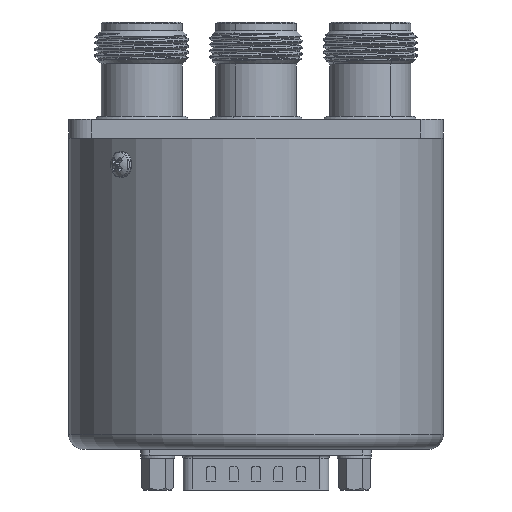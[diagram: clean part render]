
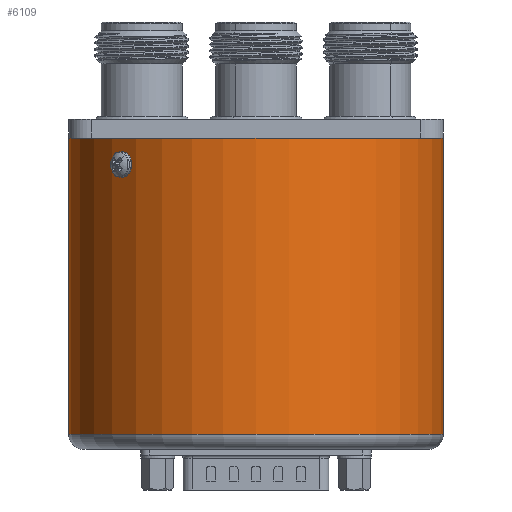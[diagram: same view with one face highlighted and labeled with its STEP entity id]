
A CAD part, front view. The second image highlights one B-rep face of the part: STEP entity #6109.
In plain terms, the highlighted cylindrical face has radius 31.75 mm (diameter 63.5 mm), a partial arc.
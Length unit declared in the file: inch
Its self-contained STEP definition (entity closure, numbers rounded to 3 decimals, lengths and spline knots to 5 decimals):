
#2946 = CARTESIAN_POINT ( 'NONE',  ( -1.25, 0., -0.125 ) ) ;
#5497 = ORIENTED_EDGE ( 'NONE', *, *, #40579, .T. ) ;
#6109 = ADVANCED_FACE ( 'NONE', ( #34807 ), #16693, .T. ) ;
#7956 = AXIS2_PLACEMENT_3D ( 'NONE', #42340, #16534, #42487 ) ;
#8011 = AXIS2_PLACEMENT_3D ( 'NONE', #41378, #15733, #34209 ) ;
#8112 = EDGE_CURVE ( 'NONE', #26390, #21817, #19362, .T. ) ;
#8150 = CARTESIAN_POINT ( 'NONE',  ( -1.25, 0., -2.1 ) ) ;
#8237 = VERTEX_POINT ( 'NONE', #8674 ) ;
#8312 = VERTEX_POINT ( 'NONE', #8834 ) ;
#8674 = CARTESIAN_POINT ( 'NONE',  ( 1.25, 0., -0.125 ) ) ;
#8834 = CARTESIAN_POINT ( 'NONE',  ( 0., -1.25, -0.125 ) ) ;
#9661 = AXIS2_PLACEMENT_3D ( 'NONE', #14758, #22050, #29024 ) ;
#10438 = EDGE_CURVE ( 'NONE', #8237, #8312, #16644, .T. ) ;
#11951 = ORIENTED_EDGE ( 'NONE', *, *, #10438, .T. ) ;
#12849 = EDGE_CURVE ( 'NONE', #17503, #8237, #22876, .T. ) ;
#13246 = VECTOR ( 'NONE', #40076, 39.37008 ) ;
#14449 = CARTESIAN_POINT ( 'NONE',  ( 1.25, 0., -2.2 ) ) ;
#14758 = CARTESIAN_POINT ( 'NONE',  ( 0., 0., -0.125 ) ) ;
#15733 = DIRECTION ( 'NONE',  ( 0., 0., -1. ) ) ;
#16534 = DIRECTION ( 'NONE',  ( 0., 0., 1. ) ) ;
#16644 = CIRCLE ( 'NONE', #8011, 1.25 ) ;
#16693 = CYLINDRICAL_SURFACE ( 'NONE', #7956, 1.25 ) ;
#17503 = VERTEX_POINT ( 'NONE', #18032 ) ;
#18032 = CARTESIAN_POINT ( 'NONE',  ( 1.25, 0., -2.1 ) ) ;
#18136 = DIRECTION ( 'NONE',  ( 0., 0., 1. ) ) ;
#19362 = LINE ( 'NONE', #21798, #22822 ) ;
#19494 = EDGE_LOOP ( 'NONE', ( #29363, #27814, #40951, #11951, #5497 ) ) ;
#21798 = CARTESIAN_POINT ( 'NONE',  ( -1.25, 0., -2.2 ) ) ;
#21817 = VERTEX_POINT ( 'NONE', #2946 ) ;
#22050 = DIRECTION ( 'NONE',  ( 0., 0., -1. ) ) ;
#22119 = CIRCLE ( 'NONE', #9661, 1.25 ) ;
#22822 = VECTOR ( 'NONE', #18136, 39.37008 ) ;
#22876 = LINE ( 'NONE', #14449, #13246 ) ;
#24177 = EDGE_CURVE ( 'NONE', #26390, #17503, #32653, .T. ) ;
#26390 = VERTEX_POINT ( 'NONE', #8150 ) ;
#27814 = ORIENTED_EDGE ( 'NONE', *, *, #24177, .T. ) ;
#29024 = DIRECTION ( 'NONE',  ( -1., 0., 0. ) ) ;
#29363 = ORIENTED_EDGE ( 'NONE', *, *, #8112, .F. ) ;
#32653 = CIRCLE ( 'NONE', #40908, 1.25 ) ;
#33348 = DIRECTION ( 'NONE',  ( 0., 0., 1. ) ) ;
#34209 = DIRECTION ( 'NONE',  ( -1., 0., 0. ) ) ;
#34807 = FACE_OUTER_BOUND ( 'NONE', #19494, .T. ) ;
#37148 = CARTESIAN_POINT ( 'NONE',  ( 0., 0., -2.1 ) ) ;
#40076 = DIRECTION ( 'NONE',  ( 0., 0., 1. ) ) ;
#40579 = EDGE_CURVE ( 'NONE', #8312, #21817, #22119, .T. ) ;
#40908 = AXIS2_PLACEMENT_3D ( 'NONE', #37148, #33348, #44455 ) ;
#40951 = ORIENTED_EDGE ( 'NONE', *, *, #12849, .T. ) ;
#41378 = CARTESIAN_POINT ( 'NONE',  ( 0., 0., -0.125 ) ) ;
#42340 = CARTESIAN_POINT ( 'NONE',  ( 0., 0., -2.2 ) ) ;
#42487 = DIRECTION ( 'NONE',  ( 1., 0., 0. ) ) ;
#44455 = DIRECTION ( 'NONE',  ( 1., 0., 0. ) ) ;
